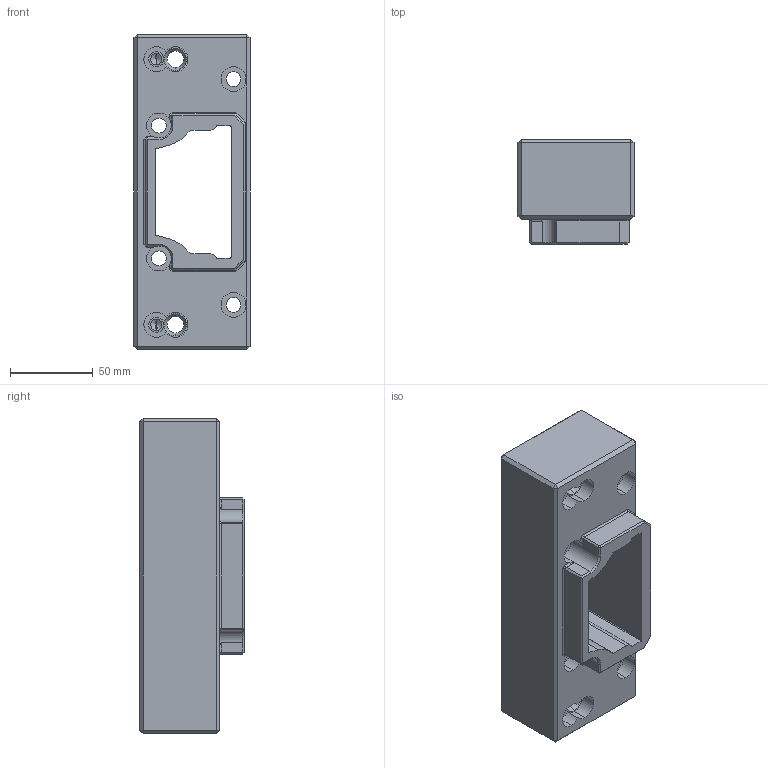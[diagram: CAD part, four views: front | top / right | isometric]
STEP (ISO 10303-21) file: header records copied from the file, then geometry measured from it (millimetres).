
FILE_DESCRIPTION (( 'STEP AP214' ), '1' );
FILE_NAME ('bau0063193581.step', '2023-05-08T12:50:28', ( '' ), ( '' ), 'SwSTEP 2.0', 'SolidWorks 2022', '' );
FILE_SCHEMA (( 'AUTOMOTIVE_DESIGN' ));
Length unit declared in the file: millimetre
Products named in the file (1): bau0063193581
Bounding box: 70 x 63 x 190 mm (x, y, z)
Volume: 484801 mm3; surface area: 73124.7 mm2
Topology: 1 solids, 1 shells, 159 faces, 381 edges, 226 vertices
Faces by surface type: plane 75, cylinder 70, cone 14
Entity records: 4757 total; most frequent: CARTESIAN_POINT 839, DIRECTION 797, ORIENTED_EDGE 746, EDGE_CURVE 373, AXIS2_PLACEMENT_3D 280, VECTOR 237, LINE 237, VERTEX_POINT 226
